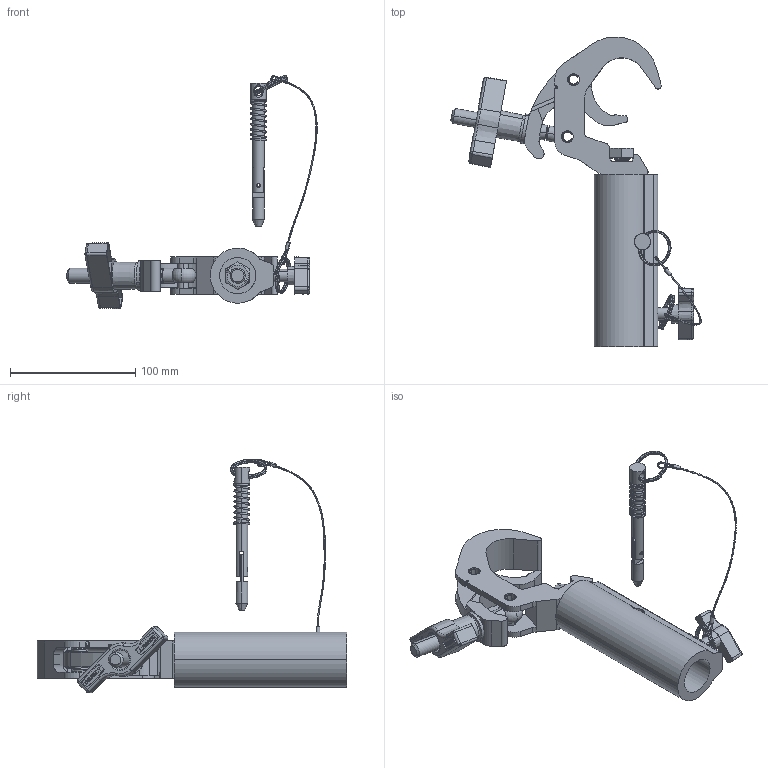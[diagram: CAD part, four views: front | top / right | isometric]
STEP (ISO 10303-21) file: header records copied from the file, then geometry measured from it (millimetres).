
FILE_DESCRIPTION (( 'STEP AP203' ), '1' );
FILE_NAME ('T58340 & T58341.STEP', '2019-10-15T14:38:43', ( '' ), ( '' ), 'SwSTEP 2.0', 'SolidWorks 2019', '' );
FILE_SCHEMA (( 'CONFIG_CONTROL_DESIGN' ));
Length unit declared in the file: millimetre
Products named in the file (25): S1181-1_TH629-1 M10 Sword Body; TH2019_30MM WIDE; TH1977_No Stamping; S2663; S0123; Hex Bolt_ISO 4016 - M12 x 35 x 35-WS; TH733; Binx Nut_M12 BZP; F791; TH2038_TH452; TH1978_TH602; A Washer_Bright washer BS 4320 - M12 (Form A); T74800; S1190_For T58300; S1181-4; S2605_For T74800; T78052; F629; S1181-2; TH2020_25MM WIDE; Doughty Knob_S0158; S1181-3_TH631-1 32MM LG; T58340 & T58341; TH2225_TH2225; S1181
Assembly tree (26 placements, depth 4):
  T58340 & T58341
    TH1977_No Stamping
      TH2019_30MM WIDE
    TH1978_TH602
      TH2020_25MM WIDE
    F791  x2
    S1190_For T58300
    T78052
      TH733
      A Washer_Bright washer BS 4320 - M12 (Form A)
      S0123
    Hex Bolt_ISO 4016 - M12 x 35 x 35-WS
    T74800
      TH2225_TH2225
        TH2038_TH452
        F629
      Doughty Knob_S0158
      S1181
        S1181-1_TH629-1 M10 Sword Body
        S1181-4
        S1181-2
        S1181-3_TH631-1 32MM LG
      S2605_For T74800
      S2663  x2
    Binx Nut_M12 BZP
Bounding box: 200.27 x 247.88 x 186.64 mm (x, y, z)
Volume: 303328.6 mm3; surface area: 107123.3 mm2
Topology: 20 solids, 20 shells, 934 faces, 2437 edges, 1567 vertices
Faces by surface type: plane 343, cylinder 294, cone 146, bspline 106, torus 45
Entity records: 43404 total; most frequent: CARTESIAN_POINT 18355, ORIENTED_EDGE 4766, DIRECTION 4596, EDGE_CURVE 2383, AXIS2_PLACEMENT_3D 1684, VERTEX_POINT 1535, VECTOR 1228, LINE 1228
